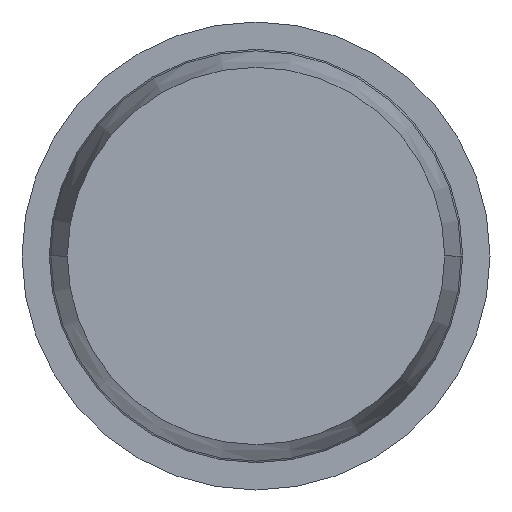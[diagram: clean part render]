
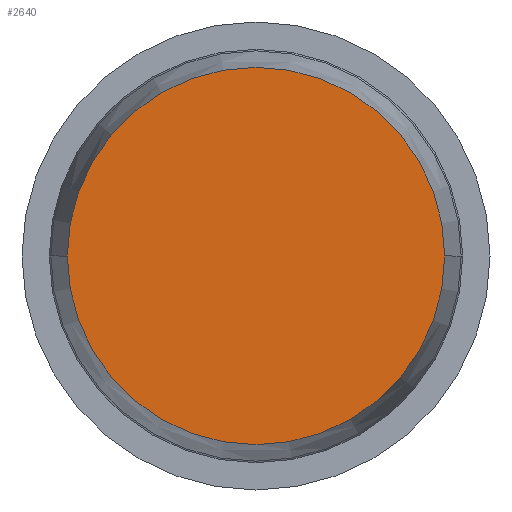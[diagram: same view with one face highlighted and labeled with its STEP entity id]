
A CAD part, front view. The second image highlights one B-rep face of the part: STEP entity #2640.
In plain terms, the highlighted planar face has unit normal (0, -1, 0).
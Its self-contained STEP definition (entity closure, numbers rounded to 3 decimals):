
#162 = DIRECTION ( 'NONE',  ( 1., 0., 0. ) ) ;
#258 = VERTEX_POINT ( 'NONE', #1919 ) ;
#613 = CARTESIAN_POINT ( 'NONE',  ( 0., -19., 0. ) ) ;
#1272 = DIRECTION ( 'NONE',  ( 0., -1., 0. ) ) ;
#1393 = CIRCLE ( 'NONE', #3130, 1.209 ) ;
#1418 = DIRECTION ( 'NONE',  ( 1., 0., 0. ) ) ;
#1535 = EDGE_CURVE ( 'Defeature ausgef�hrt1_2+Defeature ausgef�hrt1_11+Defeature ausgef�hrt1_11+Defeature ausgef�hrt1_11', #3856, #258, #1393, .T. ) ;
#1549 = DIRECTION ( 'NONE',  ( 0., -1., 0. ) ) ;
#1822 = ORIENTED_EDGE ( 'NONE', *, *, #1535, .T. ) ;
#1890 = CARTESIAN_POINT ( 'NONE',  ( 0., -19., 0. ) ) ;
#1919 = CARTESIAN_POINT ( 'NONE',  ( 1.209, -19., 0. ) ) ;
#2041 = AXIS2_PLACEMENT_3D ( 'NONE', #2060, #2365, #1418 ) ;
#2060 = CARTESIAN_POINT ( 'NONE',  ( 0., -19., 0. ) ) ;
#2365 = DIRECTION ( 'NONE',  ( 0., -1., 0. ) ) ;
#2622 = CARTESIAN_POINT ( 'NONE',  ( -1.209, -19., 0. ) ) ;
#2640 = ADVANCED_FACE ( 'Defeature ausgef�hrt1_2', ( #3458 ), #3469, .T. ) ;
#2851 = CIRCLE ( 'NONE', #3418, 1.209 ) ;
#3027 = ORIENTED_EDGE ( 'NONE', *, *, #3308, .T. ) ;
#3130 = AXIS2_PLACEMENT_3D ( 'NONE', #613, #1272, #4377 ) ;
#3308 = EDGE_CURVE ( 'Defeature ausgef�hrt1_2+Defeature ausgef�hrt1_11+Defeature ausgef�hrt1_11+Defeature ausgef�hrt1_11', #258, #3856, #2851, .T. ) ;
#3418 = AXIS2_PLACEMENT_3D ( 'NONE', #1890, #1549, #162 ) ;
#3458 = FACE_OUTER_BOUND ( 'NONE', #4011, .T. ) ;
#3469 = PLANE ( 'NONE',  #2041 ) ;
#3856 = VERTEX_POINT ( 'NONE', #2622 ) ;
#4011 = EDGE_LOOP ( 'NONE', ( #1822, #3027 ) ) ;
#4377 = DIRECTION ( 'NONE',  ( 1., 0., 0. ) ) ;
